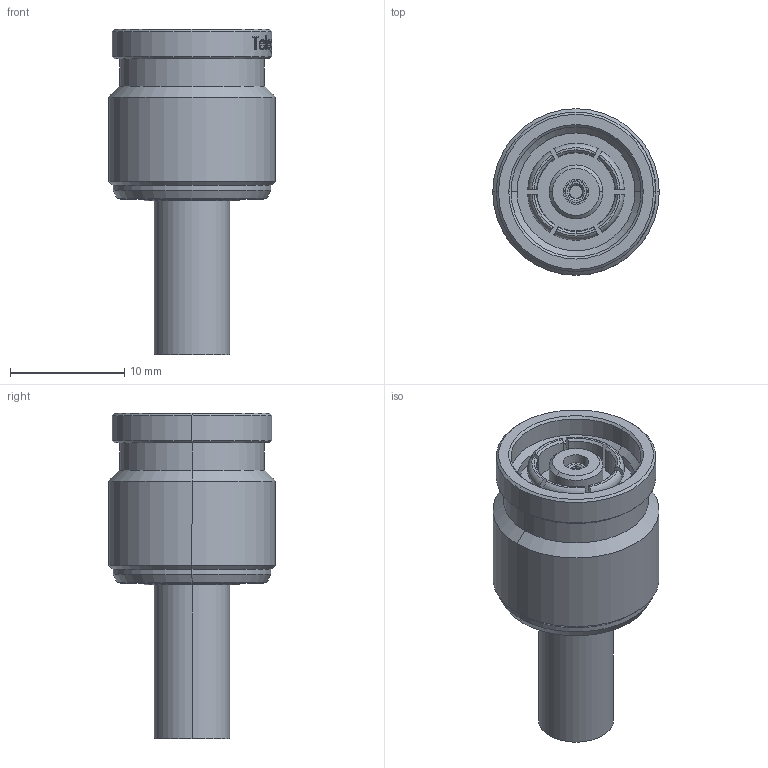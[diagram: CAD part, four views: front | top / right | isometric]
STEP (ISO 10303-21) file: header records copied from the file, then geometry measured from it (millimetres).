
FILE_DESCRIPTION (( 'STEP AP214' ), '1' );
FILE_NAME ('J01010R0008.STEP', '2018-11-21T07:47:49', ( '' ), ( '' ), 'SwSTEP 2.0', 'SolidWorks 2017', '' );
FILE_SCHEMA (( 'AUTOMOTIVE_DESIGN' ));
Length unit declared in the file: millimetre
Products named in the file (1): J01010R0008
Bounding box: 14.6 x 14.6 x 28.55 mm (x, y, z)
Volume: 2295.7 mm3; surface area: 1785.2 mm2
Topology: 1 solids, 1 shells, 305 faces, 771 edges, 503 vertices
Faces by surface type: plane 104, bspline 78, cylinder 72, cone 39, torus 12
Entity records: 15356 total; most frequent: CARTESIAN_POINT 5233, ORIENTED_EDGE 1542, DIRECTION 1174, EDGE_CURVE 771, VERTEX_POINT 503, AXIS2_PLACEMENT_3D 415, VECTOR 344, LINE 344
